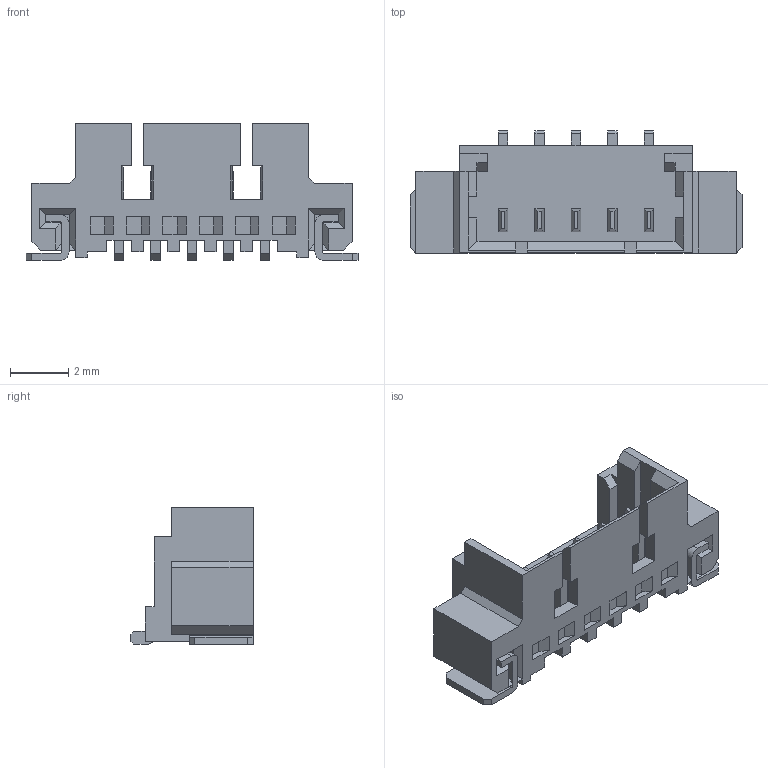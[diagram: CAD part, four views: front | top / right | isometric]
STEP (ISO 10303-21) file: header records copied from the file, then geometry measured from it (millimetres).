
FILE_DESCRIPTION(('FreeCAD Model'),'2;1');
FILE_NAME('../packages3d/Connectors_Molex.3dshapes/Molex_PicoBlade_53398-0571.stp' ,'2016-05-16T03:50:52',('Author'),(''), 'Open CASCADE STEP processor 6.8','FreeCAD','Unknown');
FILE_SCHEMA(('AUTOMOTIVE_DESIGN_CC2 { 1 2 10303 214 -1 1 5 4 }'));
Length unit declared in the file: millimetre
Products named in the file (5): ASSEMBLY; body_53398; mount; pinUp; pinDown
Assembly tree (4 placements, depth 2):
  ASSEMBLY
    body_53398
    mount
    pinUp
    pinDown
Bounding box: 11.4 x 4.2 x 4.7 mm (x, y, z)
Volume: 65.5 mm3; surface area: 346.2 mm2
Topology: 13 solids, 14 shells, 322 faces, 821 edges, 534 vertices
Faces by surface type: plane 310, cylinder 12
Entity records: 21195 total; most frequent: CARTESIAN_POINT 4420, DIRECTION 3025, LINE 2301, VECTOR 2301, ORIENTED_EDGE 1642, PCURVE 1642, DEFINITIONAL_REPRESENTATION 1642, EDGE_CURVE 821
